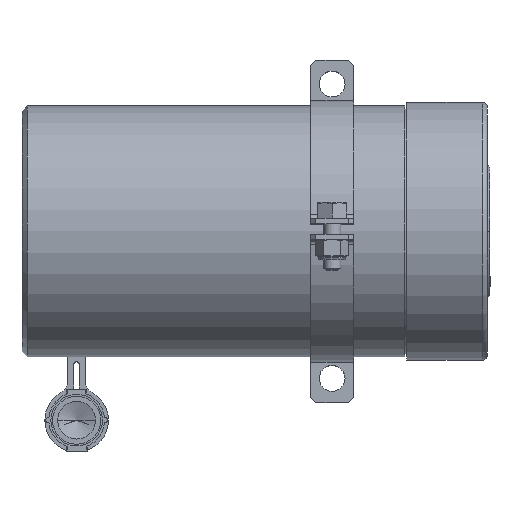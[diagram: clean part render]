
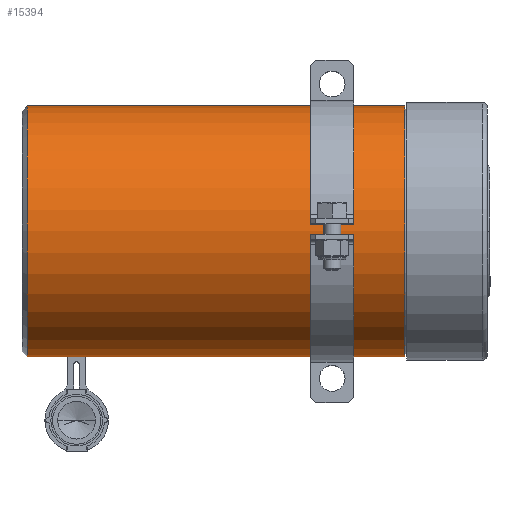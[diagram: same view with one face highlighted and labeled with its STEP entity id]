
A CAD part, front view. The second image highlights one B-rep face of the part: STEP entity #15394.
In plain terms, the highlighted cylindrical face has radius 73 mm (diameter 146 mm), a partial arc.
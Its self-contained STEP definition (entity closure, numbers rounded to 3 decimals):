
#72 = VERTEX_POINT ( 'NONE', #18467 ) ;
#97 = CIRCLE ( 'NONE', #23883, 73. ) ;
#329 = AXIS2_PLACEMENT_3D ( 'NONE', #24209, #14448, #812 ) ;
#532 = EDGE_CURVE ( 'NONE', #13010, #72, #3617, .T. ) ;
#812 = DIRECTION ( 'NONE',  ( 0., 0., 1. ) ) ;
#1654 = CIRCLE ( 'NONE', #19345, 73. ) ;
#1662 = CARTESIAN_POINT ( 'NONE',  ( 0., 0., 73. ) ) ;
#2503 = EDGE_CURVE ( 'NONE', #24106, #12691, #12123, .T. ) ;
#2765 = CARTESIAN_POINT ( 'NONE',  ( 0., 0., -73. ) ) ;
#3183 = CARTESIAN_POINT ( 'NONE',  ( 223., 0., 73. ) ) ;
#3617 = LINE ( 'NONE', #2765, #23847 ) ;
#5704 = ORIENTED_EDGE ( 'NONE', *, *, #6655, .T. ) ;
#6642 = FACE_OUTER_BOUND ( 'NONE', #11755, .T. ) ;
#6655 = EDGE_CURVE ( 'NONE', #13010, #24106, #1654, .T. ) ;
#6942 = VECTOR ( 'NONE', #21385, 1000. ) ;
#8484 = ORIENTED_EDGE ( 'NONE', *, *, #2503, .T. ) ;
#8561 = DIRECTION ( 'NONE',  ( -1., 0., 0. ) ) ;
#9188 = CARTESIAN_POINT ( 'NONE',  ( 223., 0., 0. ) ) ;
#9206 = CARTESIAN_POINT ( 'NONE',  ( 3., 0., 73. ) ) ;
#11122 = DIRECTION ( 'NONE',  ( 0., 0., 1. ) ) ;
#11755 = EDGE_LOOP ( 'NONE', ( #22778, #5704, #8484, #23312 ) ) ;
#12123 = LINE ( 'NONE', #1662, #6942 ) ;
#12691 = VERTEX_POINT ( 'NONE', #9206 ) ;
#13010 = VERTEX_POINT ( 'NONE', #23793 ) ;
#14448 = DIRECTION ( 'NONE',  ( -1., 0., 0. ) ) ;
#15394 = ADVANCED_FACE ( 'NONE', ( #6642 ), #19796, .T. ) ;
#18467 = CARTESIAN_POINT ( 'NONE',  ( 3., 0., -73. ) ) ;
#18472 = DIRECTION ( 'NONE',  ( -1., 0., 0. ) ) ;
#18475 = EDGE_CURVE ( 'NONE', #72, #12691, #97, .T. ) ;
#19345 = AXIS2_PLACEMENT_3D ( 'NONE', #9188, #22838, #11122 ) ;
#19796 = CYLINDRICAL_SURFACE ( 'NONE', #329, 73. ) ;
#20244 = CARTESIAN_POINT ( 'NONE',  ( 3., 0., 0. ) ) ;
#21385 = DIRECTION ( 'NONE',  ( -1., 0., 0. ) ) ;
#22207 = DIRECTION ( 'NONE',  ( 0., 0., 1. ) ) ;
#22778 = ORIENTED_EDGE ( 'NONE', *, *, #532, .F. ) ;
#22838 = DIRECTION ( 'NONE',  ( -1., 0., 0. ) ) ;
#23312 = ORIENTED_EDGE ( 'NONE', *, *, #18475, .F. ) ;
#23793 = CARTESIAN_POINT ( 'NONE',  ( 223., 0., -73. ) ) ;
#23847 = VECTOR ( 'NONE', #18472, 1000. ) ;
#23883 = AXIS2_PLACEMENT_3D ( 'NONE', #20244, #8561, #22207 ) ;
#24106 = VERTEX_POINT ( 'NONE', #3183 ) ;
#24209 = CARTESIAN_POINT ( 'NONE',  ( 0., 0., 0. ) ) ;
